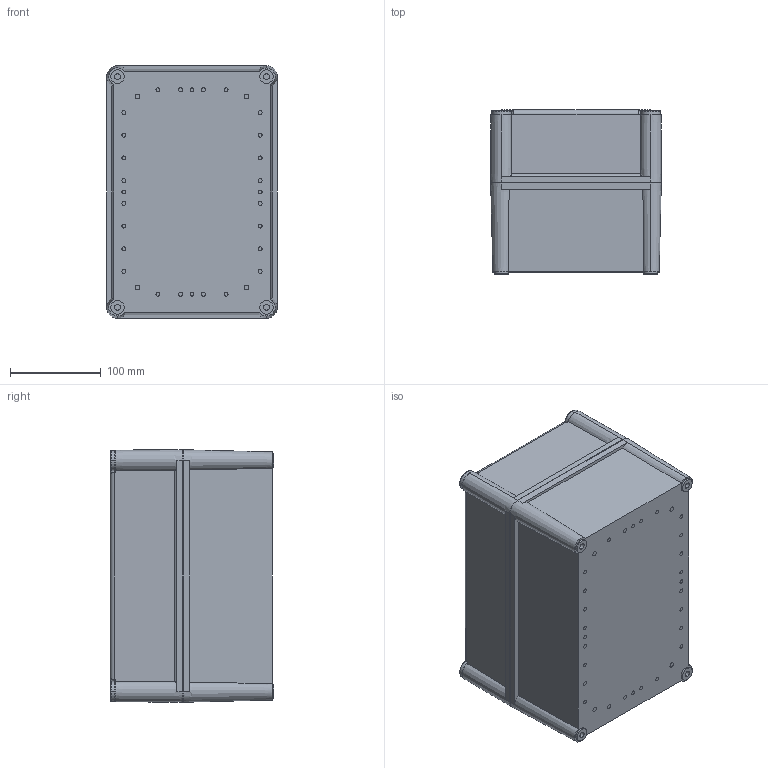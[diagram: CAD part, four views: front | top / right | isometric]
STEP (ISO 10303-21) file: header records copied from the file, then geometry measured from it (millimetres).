
FILE_DESCRIPTION (( 'STEP AP214' ), '1' );
FILE_NAME ('5880370_FIBOX_Solid_PC2819_18G.STEP', '2022-12-21T08:53:30', ( 'fiboxadmin' ), ( '' ), 'SwSTEP 2.0', 'SolidWorks 2021', '' );
FILE_SCHEMA (( 'AUTOMOTIVE_DESIGN' ));
Length unit declared in the file: millimetre
Products named in the file (4): 5880370_FIBOX_Solid_PC2819_18G; FIBOX_EKJ80C; SS 10563 long Cross head screw; Fibox_Solid_2819_B
Assembly tree (6 placements, depth 2):
  5880370_FIBOX_Solid_PC2819_18G
    Fibox_Solid_2819_B
    FIBOX_EKJ80C
    SS 10563 long Cross head screw  x4
Bounding box: 188 x 180.5 x 278 mm (x, y, z)
Volume: 997424.4 mm3; surface area: 557049.1 mm2
Topology: 6 solids, 6 shells, 1058 faces, 2714 edges, 1742 vertices
Faces by surface type: plane 539, cylinder 348, cone 105, bspline 56, torus 10
Entity records: 24160 total; most frequent: CARTESIAN_POINT 5654, DIRECTION 3677, ORIENTED_EDGE 3556, EDGE_CURVE 1778, AXIS2_PLACEMENT_3D 1400, VERTEX_POINT 1157, LINE 877, VECTOR 877
